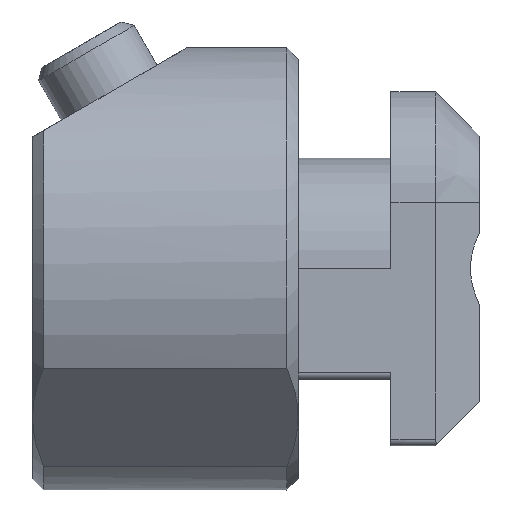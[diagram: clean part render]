
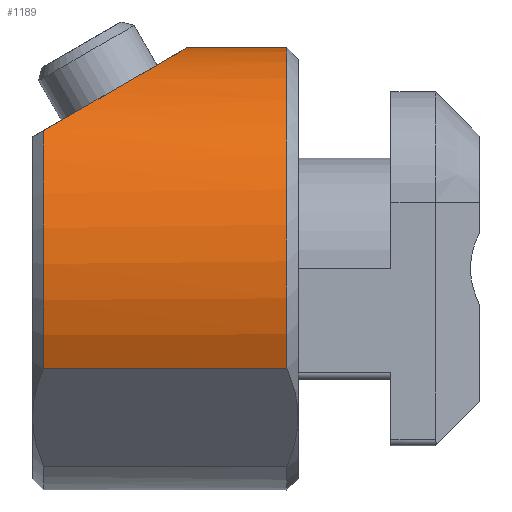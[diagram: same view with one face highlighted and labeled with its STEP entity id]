
A CAD part, left-side view. The second image highlights one B-rep face of the part: STEP entity #1189.
In plain terms, the highlighted cylindrical face has radius 10 mm (diameter 20 mm), a partial arc.
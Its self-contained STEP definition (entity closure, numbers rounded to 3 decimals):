
#62=ELLIPSE('',#1282,20.,10.);
#75=LINE('',#1825,#180);
#76=LINE('',#1830,#181);
#180=VECTOR('',#1418,1000.);
#181=VECTOR('',#1423,1000.);
#285=CYLINDRICAL_SURFACE('',#1281,10.);
#316=FACE_OUTER_BOUND('',#385,.T.);
#385=EDGE_LOOP('',(#822,#823,#824,#825,#826));
#466=CIRCLE('',#1278,10.);
#468=CIRCLE('',#1283,10.);
#513=VERTEX_POINT('',#1772);
#514=VERTEX_POINT('',#1776);
#520=VERTEX_POINT('',#1824);
#521=VERTEX_POINT('',#1826);
#522=VERTEX_POINT('',#1828);
#632=EDGE_CURVE('',#514,#513,#466,.T.);
#639=EDGE_CURVE('',#513,#520,#75,.T.);
#640=EDGE_CURVE('',#520,#521,#62,.T.);
#641=EDGE_CURVE('',#522,#521,#468,.T.);
#642=EDGE_CURVE('',#522,#514,#76,.T.);
#822=ORIENTED_EDGE('',*,*,#632,.T.);
#823=ORIENTED_EDGE('',*,*,#639,.T.);
#824=ORIENTED_EDGE('',*,*,#640,.T.);
#825=ORIENTED_EDGE('',*,*,#641,.F.);
#826=ORIENTED_EDGE('',*,*,#642,.T.);
#1189=ADVANCED_FACE('',(#316),#285,.T.);
#1278=AXIS2_PLACEMENT_3D('',#1777,#1410,#1411);
#1281=AXIS2_PLACEMENT_3D('',#1823,#1416,#1417);
#1282=AXIS2_PLACEMENT_3D('',#1827,#1419,#1420);
#1283=AXIS2_PLACEMENT_3D('',#1829,#1421,#1422);
#1410=DIRECTION('center_axis',(0.,1.,0.));
#1411=DIRECTION('ref_axis',(0.,0.,1.));
#1416=DIRECTION('center_axis',(0.,1.,0.));
#1417=DIRECTION('ref_axis',(0.,0.,1.));
#1418=DIRECTION('',(0.,1.,0.));
#1419=DIRECTION('center_axis',(0.,-0.5,-0.866));
#1420=DIRECTION('ref_axis',(0.,0.866,-0.5));
#1421=DIRECTION('center_axis',(0.,1.,0.));
#1422=DIRECTION('ref_axis',(-0.781,0.,0.625));
#1423=DIRECTION('',(0.,-1.,0.));
#1772=CARTESIAN_POINT('',(5.788,-3.38,9.685));
#1776=CARTESIAN_POINT('',(-7.647,-3.38,-3.75));
#1777=CARTESIAN_POINT('Origin',(1.278,-3.38,0.759));
#1823=CARTESIAN_POINT('Origin',(1.278,-3.88,0.759));
#1824=CARTESIAN_POINT('',(5.788,2.981,9.685));
#1825=CARTESIAN_POINT('',(5.788,8.12,9.685));
#1826=CARTESIAN_POINT('',(-6.53,7.62,7.006));
#1827=CARTESIAN_POINT('Origin',(1.278,18.44,0.759));
#1828=CARTESIAN_POINT('',(-7.647,7.62,-3.75));
#1829=CARTESIAN_POINT('Origin',(1.278,7.62,0.759));
#1830=CARTESIAN_POINT('',(-7.647,-3.88,-3.75));
